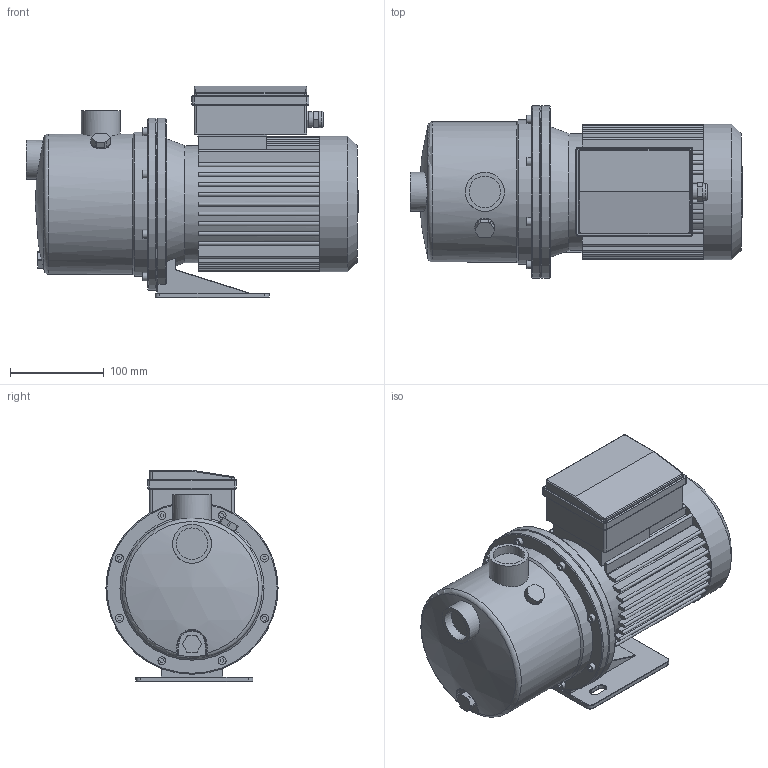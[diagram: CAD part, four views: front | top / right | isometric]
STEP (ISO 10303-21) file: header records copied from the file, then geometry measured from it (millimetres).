
FILE_DESCRIPTION(/* description */ (''),/* implementation_level */ '2;1');
FILE_NAME(/* name */ '3d_JetWJ203XEM-4081222.stp',/* time_stamp */ '2016-11-28T15:11:45+01:00',/* author */ ('Andrzej'),/* organization */ (''),/* preprocessor_version */ 'ST-DEVELOPER v15.5',/* originating_system */ 'AutoCAD Mechanical',/* authorisation */ '');
FILE_SCHEMA (('AUTOMOTIVE_DESIGN { 1 0 10303 214 3 1 1 }'));
Length unit declared in the file: millimetre
Products named in the file (1): Product
Bounding box: 355 x 184 x 226 mm (x, y, z)
Volume: 6268619.9 mm3; surface area: 449670.1 mm2
Topology: 8 solids, 8 shells, 501 faces, 1272 edges, 818 vertices
Faces by surface type: plane 301, cylinder 124, bspline 33, torus 27, cone 15, sphere 1
Full cylindrical faces by diameter (mm): 8.5 x8, 17 x1, 18 x1, 21 x1, 33.7 x2, 41.7 x2, 125 x1, 145 x1, 150 x1, 154 x1, 184 x1
Entity records: 15972 total; most frequent: CARTESIAN_POINT 3902, ORIENTED_EDGE 2478, DIRECTION 2469, EDGE_CURVE 1239, AXIS2_PLACEMENT_3D 836, VERTEX_POINT 812, LINE 797, VECTOR 797
